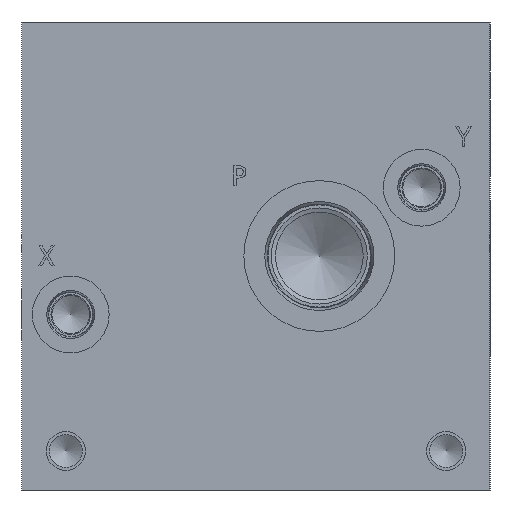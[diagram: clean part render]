
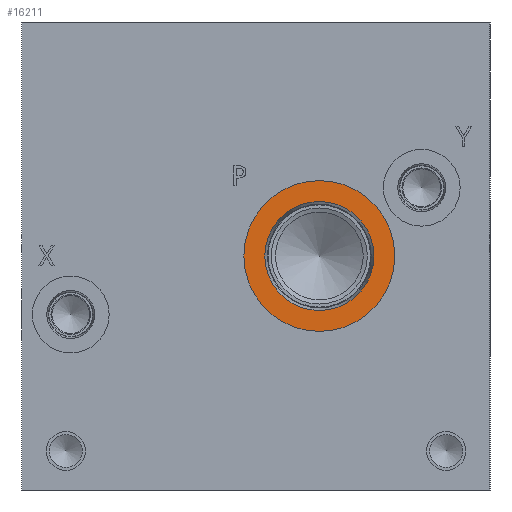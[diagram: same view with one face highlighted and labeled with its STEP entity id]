
A CAD part, left-side view. The second image highlights one B-rep face of the part: STEP entity #16211.
In plain terms, the highlighted planar face has unit normal (-1, 0, 0).
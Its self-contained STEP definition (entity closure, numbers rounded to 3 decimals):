
#422=CIRCLE('',#17051,24.562);
#423=CIRCLE('',#17052,24.562);
#424=CIRCLE('',#17054,17.755);
#425=CIRCLE('',#17055,17.755);
#873=FACE_BOUND('',#3082,.T.);
#2147=FACE_OUTER_BOUND('',#3081,.T.);
#3081=EDGE_LOOP('',(#13418,#13419));
#3082=EDGE_LOOP('',(#13420,#13421));
#7337=VERTEX_POINT('',#27393);
#7338=VERTEX_POINT('',#27395);
#7339=VERTEX_POINT('',#27399);
#7340=VERTEX_POINT('',#27400);
#9483=EDGE_CURVE('',#7337,#7338,#422,.T.);
#9484=EDGE_CURVE('',#7338,#7337,#423,.T.);
#9485=EDGE_CURVE('',#7339,#7340,#424,.T.);
#9486=EDGE_CURVE('',#7340,#7339,#425,.T.);
#13418=ORIENTED_EDGE('',*,*,#9484,.F.);
#13419=ORIENTED_EDGE('',*,*,#9483,.F.);
#13420=ORIENTED_EDGE('',*,*,#9485,.T.);
#13421=ORIENTED_EDGE('',*,*,#9486,.T.);
#15012=PLANE('',#17053);
#16211=ADVANCED_FACE('',(#2147,#873),#15012,.F.);
#17051=AXIS2_PLACEMENT_3D('',#27396,#20039,#20040);
#17052=AXIS2_PLACEMENT_3D('',#27397,#20041,#20042);
#17053=AXIS2_PLACEMENT_3D('',#27398,#20043,#20044);
#17054=AXIS2_PLACEMENT_3D('',#27401,#20045,#20046);
#17055=AXIS2_PLACEMENT_3D('',#27402,#20047,#20048);
#20039=DIRECTION('center_axis',(1.,0.,0.));
#20040=DIRECTION('ref_axis',(0.,0.,-1.));
#20041=DIRECTION('center_axis',(1.,0.,0.));
#20042=DIRECTION('ref_axis',(0.,0.,-1.));
#20043=DIRECTION('center_axis',(1.,0.,0.));
#20044=DIRECTION('ref_axis',(0.,0.,-1.));
#20045=DIRECTION('center_axis',(1.,0.,0.));
#20046=DIRECTION('ref_axis',(0.,0.,-1.));
#20047=DIRECTION('center_axis',(1.,0.,0.));
#20048=DIRECTION('ref_axis',(0.,0.,-1.));
#27393=CARTESIAN_POINT('',(0.787,55.575,51.638));
#27395=CARTESIAN_POINT('',(0.787,55.575,100.762));
#27396=CARTESIAN_POINT('Origin',(0.787,55.575,76.2));
#27397=CARTESIAN_POINT('Origin',(0.787,55.575,76.2));
#27398=CARTESIAN_POINT('Origin',(0.787,55.575,93.955));
#27399=CARTESIAN_POINT('',(0.787,55.575,93.955));
#27400=CARTESIAN_POINT('',(0.787,55.575,58.445));
#27401=CARTESIAN_POINT('Origin',(0.787,55.575,76.2));
#27402=CARTESIAN_POINT('Origin',(0.787,55.575,76.2));
